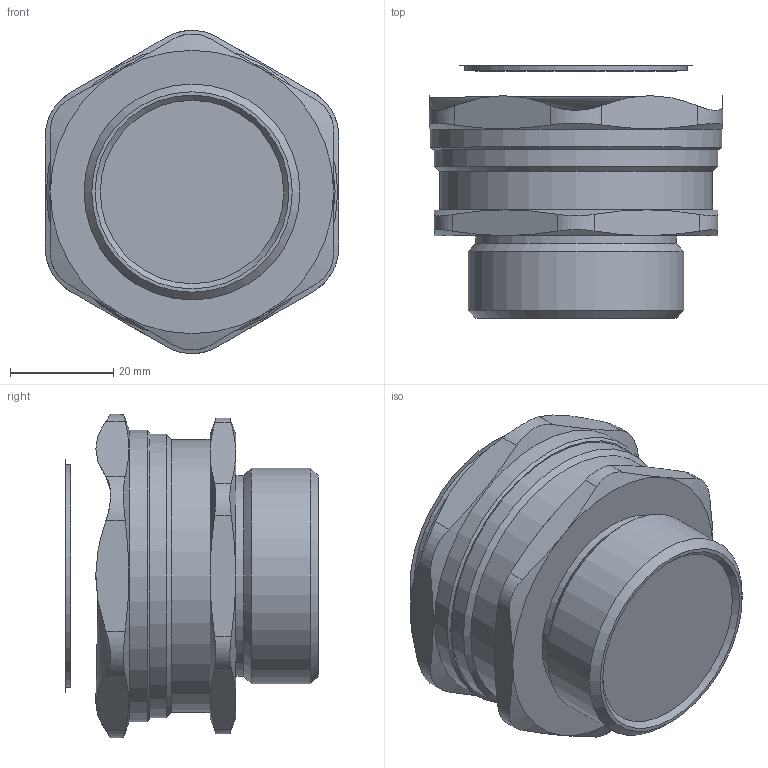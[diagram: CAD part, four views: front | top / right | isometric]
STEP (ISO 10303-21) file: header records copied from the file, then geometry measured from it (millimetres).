
FILE_DESCRIPTION(/* description */ (''),/* implementation_level */ '2;1');
FILE_NAME(/* name */ '',/* time_stamp */ '2024-04-22T11:26:34+07:00',/* author */ ('zeta-44'),/* organization */ (''),/* preprocessor_version */ 'ST-DEVELOPER v19.2',/* originating_system */ 'Autodesk Inventor 2024',/* authorisation */ '');
FILE_SCHEMA (('AUTOMOTIVE_DESIGN { 1 0 10303 214 3 1 1 }'));
Length unit declared in the file: millimetre
Products named in the file (1): Деталь8
Bounding box: 57 x 49.01 x 62.72 mm (x, y, z)
Volume: 97981.5 mm3; surface area: 13476.4 mm2
Topology: 1 solids, 1 shells, 56 faces, 132 edges, 83 vertices
Faces by surface type: plane 19, cone 19, cylinder 18
Full cylindrical faces by diameter (mm): 38.91 x1, 41.91 x1, 43.09 x1, 53 x1, 55 x1, 56.55 x1
Entity records: 1877 total; most frequent: CARTESIAN_POINT 614, ORIENTED_EDGE 264, DIRECTION 217, EDGE_CURVE 132, AXIS2_PLACEMENT_3D 90, VERTEX_POINT 83, EDGE_LOOP 61, FACE_OUTER_BOUND 56
